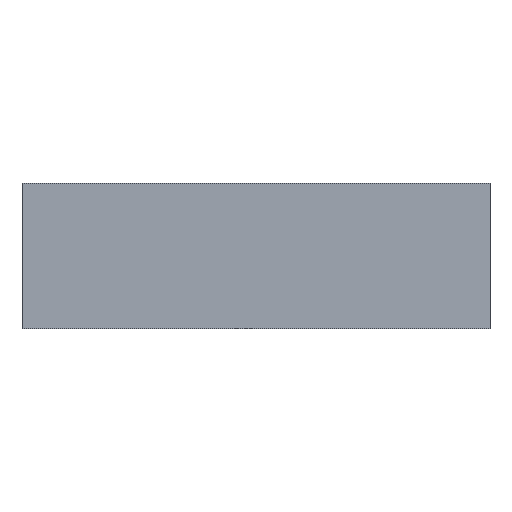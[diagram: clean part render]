
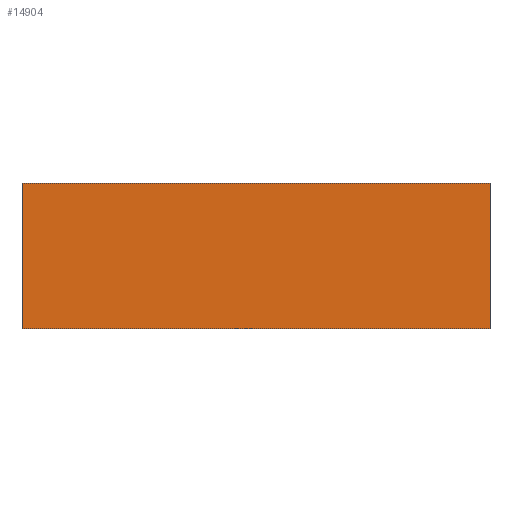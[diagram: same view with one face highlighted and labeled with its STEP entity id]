
A CAD part, top view. The second image highlights one B-rep face of the part: STEP entity #14904.
In plain terms, the highlighted planar face has unit normal (0, 0, 1).
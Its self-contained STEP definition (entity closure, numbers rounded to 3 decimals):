
#14590 = VERTEX_POINT('',#14591);
#14591 = CARTESIAN_POINT('',(16.17,-5.03,1.58));
#14598 = PLANE('',#14599);
#14599 = AXIS2_PLACEMENT_3D('',#14600,#14601,#14602);
#14600 = CARTESIAN_POINT('',(16.17,-5.03,0.));
#14601 = DIRECTION('',(0.,-1.,0.));
#14602 = DIRECTION('',(-1.,0.,0.));
#14610 = PLANE('',#14611);
#14611 = AXIS2_PLACEMENT_3D('',#14612,#14613,#14614);
#14612 = CARTESIAN_POINT('',(16.17,-0.,0.));
#14613 = DIRECTION('',(1.,0.,-0.));
#14614 = DIRECTION('',(0.,-1.,0.));
#14622 = EDGE_CURVE('',#14590,#14623,#14625,.T.);
#14623 = VERTEX_POINT('',#14624);
#14624 = CARTESIAN_POINT('',(0.,-5.03,1.58));
#14625 = SURFACE_CURVE('',#14626,(#14630,#14637),.PCURVE_S1.);
#14626 = LINE('',#14627,#14628);
#14627 = CARTESIAN_POINT('',(16.17,-5.03,1.58));
#14628 = VECTOR('',#14629,1.);
#14629 = DIRECTION('',(-1.,0.,0.));
#14630 = PCURVE('',#14598,#14631);
#14631 = DEFINITIONAL_REPRESENTATION('',(#14632),#14636);
#14632 = LINE('',#14633,#14634);
#14633 = CARTESIAN_POINT('',(0.,-1.58));
#14634 = VECTOR('',#14635,1.);
#14635 = DIRECTION('',(1.,0.));
#14636 = ( GEOMETRIC_REPRESENTATION_CONTEXT(2) 
PARAMETRIC_REPRESENTATION_CONTEXT() REPRESENTATION_CONTEXT('2D SPACE',''
  ) );
#14637 = PCURVE('',#14638,#14643);
#14638 = PLANE('',#14639);
#14639 = AXIS2_PLACEMENT_3D('',#14640,#14641,#14642);
#14640 = CARTESIAN_POINT('',(8.085,-2.515,1.58));
#14641 = DIRECTION('',(-0.,-0.,-1.));
#14642 = DIRECTION('',(-1.,0.,0.));
#14643 = DEFINITIONAL_REPRESENTATION('',(#14644),#14648);
#14644 = LINE('',#14645,#14646);
#14645 = CARTESIAN_POINT('',(-8.085,-2.515));
#14646 = VECTOR('',#14647,1.);
#14647 = DIRECTION('',(1.,0.));
#14648 = ( GEOMETRIC_REPRESENTATION_CONTEXT(2) 
PARAMETRIC_REPRESENTATION_CONTEXT() REPRESENTATION_CONTEXT('2D SPACE',''
  ) );
#14666 = PLANE('',#14667);
#14667 = AXIS2_PLACEMENT_3D('',#14668,#14669,#14670);
#14668 = CARTESIAN_POINT('',(0.,-5.03,0.));
#14669 = DIRECTION('',(-1.,0.,0.));
#14670 = DIRECTION('',(0.,1.,0.));
#14708 = EDGE_CURVE('',#14623,#14709,#14711,.T.);
#14709 = VERTEX_POINT('',#14710);
#14710 = CARTESIAN_POINT('',(0.,0.,1.58));
#14711 = SURFACE_CURVE('',#14712,(#14716,#14723),.PCURVE_S1.);
#14712 = LINE('',#14713,#14714);
#14713 = CARTESIAN_POINT('',(0.,-5.03,1.58));
#14714 = VECTOR('',#14715,1.);
#14715 = DIRECTION('',(0.,1.,0.));
#14716 = PCURVE('',#14666,#14717);
#14717 = DEFINITIONAL_REPRESENTATION('',(#14718),#14722);
#14718 = LINE('',#14719,#14720);
#14719 = CARTESIAN_POINT('',(0.,-1.58));
#14720 = VECTOR('',#14721,1.);
#14721 = DIRECTION('',(1.,0.));
#14722 = ( GEOMETRIC_REPRESENTATION_CONTEXT(2) 
PARAMETRIC_REPRESENTATION_CONTEXT() REPRESENTATION_CONTEXT('2D SPACE',''
  ) );
#14723 = PCURVE('',#14638,#14724);
#14724 = DEFINITIONAL_REPRESENTATION('',(#14725),#14729);
#14725 = LINE('',#14726,#14727);
#14726 = CARTESIAN_POINT('',(8.085,-2.515));
#14727 = VECTOR('',#14728,1.);
#14728 = DIRECTION('',(0.,1.));
#14729 = ( GEOMETRIC_REPRESENTATION_CONTEXT(2) 
PARAMETRIC_REPRESENTATION_CONTEXT() REPRESENTATION_CONTEXT('2D SPACE',''
  ) );
#14747 = PLANE('',#14748);
#14748 = AXIS2_PLACEMENT_3D('',#14749,#14750,#14751);
#14749 = CARTESIAN_POINT('',(0.,0.,0.));
#14750 = DIRECTION('',(0.,1.,0.));
#14751 = DIRECTION('',(1.,0.,0.));
#14784 = EDGE_CURVE('',#14709,#14785,#14787,.T.);
#14785 = VERTEX_POINT('',#14786);
#14786 = CARTESIAN_POINT('',(16.17,0.,1.58));
#14787 = SURFACE_CURVE('',#14788,(#14792,#14799),.PCURVE_S1.);
#14788 = LINE('',#14789,#14790);
#14789 = CARTESIAN_POINT('',(0.,0.,1.58));
#14790 = VECTOR('',#14791,1.);
#14791 = DIRECTION('',(1.,0.,0.));
#14792 = PCURVE('',#14747,#14793);
#14793 = DEFINITIONAL_REPRESENTATION('',(#14794),#14798);
#14794 = LINE('',#14795,#14796);
#14795 = CARTESIAN_POINT('',(0.,-1.58));
#14796 = VECTOR('',#14797,1.);
#14797 = DIRECTION('',(1.,0.));
#14798 = ( GEOMETRIC_REPRESENTATION_CONTEXT(2) 
PARAMETRIC_REPRESENTATION_CONTEXT() REPRESENTATION_CONTEXT('2D SPACE',''
  ) );
#14799 = PCURVE('',#14638,#14800);
#14800 = DEFINITIONAL_REPRESENTATION('',(#14801),#14805);
#14801 = LINE('',#14802,#14803);
#14802 = CARTESIAN_POINT('',(8.085,2.515));
#14803 = VECTOR('',#14804,1.);
#14804 = DIRECTION('',(-1.,0.));
#14805 = ( GEOMETRIC_REPRESENTATION_CONTEXT(2) 
PARAMETRIC_REPRESENTATION_CONTEXT() REPRESENTATION_CONTEXT('2D SPACE',''
  ) );
#14855 = EDGE_CURVE('',#14785,#14590,#14856,.T.);
#14856 = SURFACE_CURVE('',#14857,(#14861,#14868),.PCURVE_S1.);
#14857 = LINE('',#14858,#14859);
#14858 = CARTESIAN_POINT('',(16.17,0.,1.58));
#14859 = VECTOR('',#14860,1.);
#14860 = DIRECTION('',(0.,-1.,0.));
#14861 = PCURVE('',#14610,#14862);
#14862 = DEFINITIONAL_REPRESENTATION('',(#14863),#14867);
#14863 = LINE('',#14864,#14865);
#14864 = CARTESIAN_POINT('',(0.,-1.58));
#14865 = VECTOR('',#14866,1.);
#14866 = DIRECTION('',(1.,0.));
#14867 = ( GEOMETRIC_REPRESENTATION_CONTEXT(2) 
PARAMETRIC_REPRESENTATION_CONTEXT() REPRESENTATION_CONTEXT('2D SPACE',''
  ) );
#14868 = PCURVE('',#14638,#14869);
#14869 = DEFINITIONAL_REPRESENTATION('',(#14870),#14874);
#14870 = LINE('',#14871,#14872);
#14871 = CARTESIAN_POINT('',(-8.085,2.515));
#14872 = VECTOR('',#14873,1.);
#14873 = DIRECTION('',(0.,-1.));
#14874 = ( GEOMETRIC_REPRESENTATION_CONTEXT(2) 
PARAMETRIC_REPRESENTATION_CONTEXT() REPRESENTATION_CONTEXT('2D SPACE',''
  ) );
#14904 = ADVANCED_FACE('',(#14905),#14638,.F.);
#14905 = FACE_BOUND('',#14906,.F.);
#14906 = EDGE_LOOP('',(#14907,#14908,#14909,#14910));
#14907 = ORIENTED_EDGE('',*,*,#14622,.T.);
#14908 = ORIENTED_EDGE('',*,*,#14708,.T.);
#14909 = ORIENTED_EDGE('',*,*,#14784,.T.);
#14910 = ORIENTED_EDGE('',*,*,#14855,.T.);
